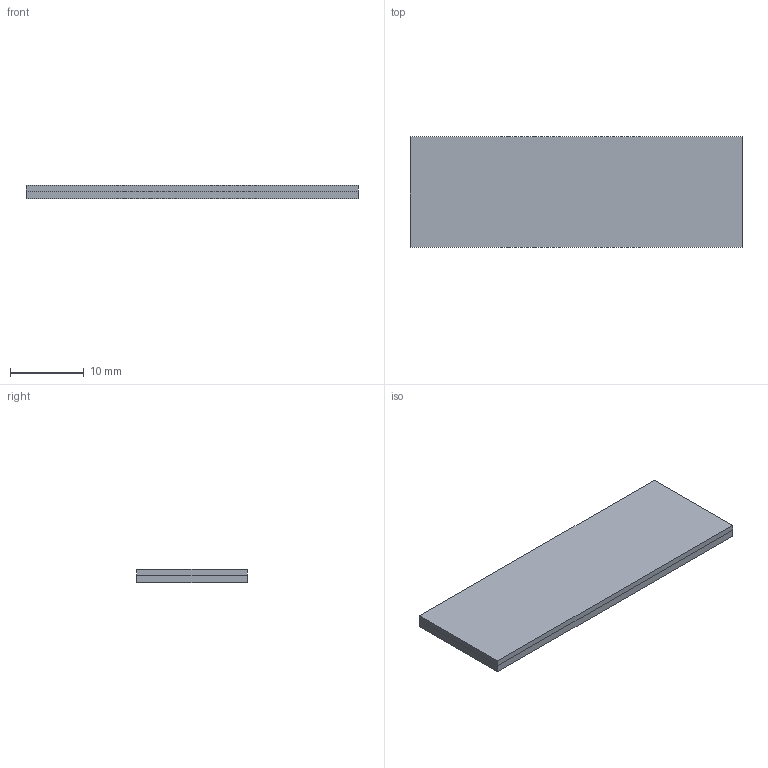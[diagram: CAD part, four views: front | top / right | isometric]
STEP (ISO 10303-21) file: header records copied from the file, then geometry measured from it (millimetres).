
FILE_DESCRIPTION(('FreeCAD Model'),'2;1');
FILE_NAME('SM141K04LV.step','2019-10-24T16:13:50',('Author'),(''), 'Open CASCADE STEP processor 7.3','FreeCAD','Unknown');
FILE_SCHEMA(('AUTOMOTIVE_DESIGN { 1 0 10303 214 1 1 1 1 }'));
Length unit declared in the file: millimetre
Products named in the file (12): SM141K04LV_substrate; Body; cell1; SM141K04LV; cell2; cell3; cell4; SM141K04LV001; IXYS; R3.0; -; +
Bounding box: 45 x 15 x 1.81 mm (x, y, z)
Surface area: 5610.9 mm2
Topology: 7 solids, 27 shells, 66 faces, 362 edges, 332 vertices
Faces by surface type: plane 64, cylinder 2
Full cylindrical faces by diameter (mm): 3 x2
Entity records: 3908 total; most frequent: CARTESIAN_POINT 993, ORIENTED_EDGE 452, DIRECTION 384, EDGE_CURVE 362, VERTEX_POINT 332, LINE 242, VECTOR 242, B_SPLINE_CURVE_WITH_KNOTS 116
